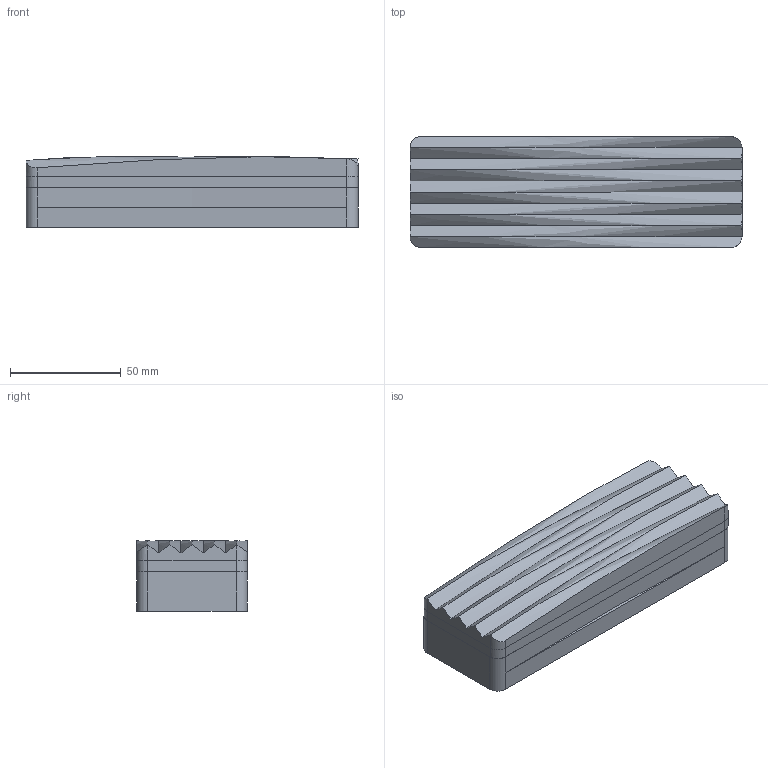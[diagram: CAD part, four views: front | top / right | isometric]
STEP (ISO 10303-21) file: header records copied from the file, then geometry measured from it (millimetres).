
FILE_DESCRIPTION(/* description */ (''),/* implementation_level */ '2;1');
FILE_NAME(/* name */ 'YOUTUB~1',/* time_stamp */ '2023-10-11T09:32:11+02:00',/* author */ (''),/* organization */ (''),/* preprocessor_version */ 'ST-DEVELOPER v16.5',/* originating_system */ '',/* authorisation */ '');
FILE_SCHEMA (('CONFIG_CONTROL_DESIGN'));
Length unit declared in the file: millimetre
Products named in the file (1): Document
Bounding box: 150 x 50.11 x 32 mm (x, y, z)
Volume: 142611.6 mm3; surface area: 53516.3 mm2
Topology: 3 solids, 3 shells, 132 faces, 321 edges, 210 vertices
Faces by surface type: plane 60, cylinder 58, bspline 14
Entity records: 3785 total; most frequent: CARTESIAN_POINT 1682, ORIENTED_EDGE 642, EDGE_CURVE 321, VERTEX_POINT 210, EDGE_LOOP 147, ADVANCED_FACE 132, FACE_OUTER_BOUND 132, DIRECTION 122
